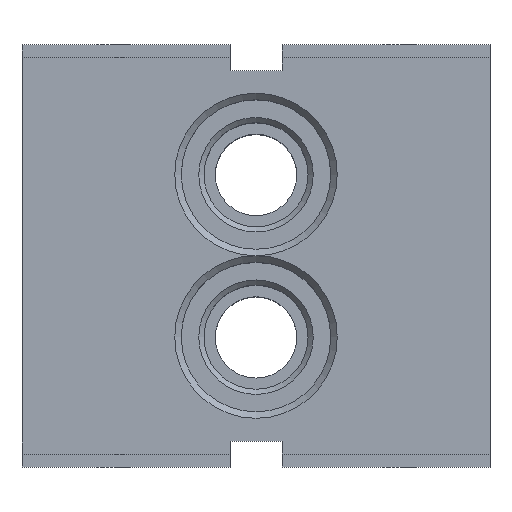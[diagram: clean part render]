
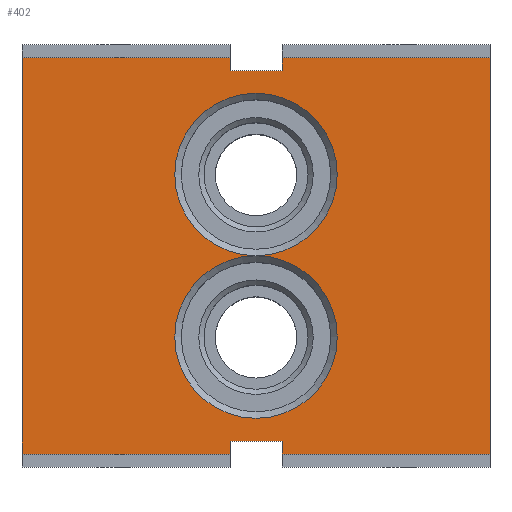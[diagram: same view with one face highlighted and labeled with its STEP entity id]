
A CAD part, top view. The second image highlights one B-rep face of the part: STEP entity #402.
In plain terms, the highlighted planar face has unit normal (0, 0, 1).
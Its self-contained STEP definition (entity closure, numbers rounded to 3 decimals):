
#402 = ADVANCED_FACE( '', ( #1010, #1011 ), #1012, .T. );
#1010 = FACE_BOUND( '', #1873, .T. );
#1011 = FACE_OUTER_BOUND( '', #1874, .T. );
#1012 = PLANE( '', #1875 );
#1873 = EDGE_LOOP( '', ( #2888, #2889 ) );
#1874 = EDGE_LOOP( '', ( #2890, #2891, #2892, #2893, #2894, #2895, #2896, #2897, #2898, #2899, #2900, #2901 ) );
#1875 = AXIS2_PLACEMENT_3D( '', #2902, #2903, #2904 );
#2888 = ORIENTED_EDGE( '', *, *, #5338, .T. );
#2889 = ORIENTED_EDGE( '', *, *, #5339, .T. );
#2890 = ORIENTED_EDGE( '', *, *, #5340, .T. );
#2891 = ORIENTED_EDGE( '', *, *, #5341, .F. );
#2892 = ORIENTED_EDGE( '', *, *, #5342, .F. );
#2893 = ORIENTED_EDGE( '', *, *, #5343, .F. );
#2894 = ORIENTED_EDGE( '', *, *, #5344, .F. );
#2895 = ORIENTED_EDGE( '', *, *, #5345, .F. );
#2896 = ORIENTED_EDGE( '', *, *, #5346, .T. );
#2897 = ORIENTED_EDGE( '', *, *, #5347, .T. );
#2898 = ORIENTED_EDGE( '', *, *, #5348, .F. );
#2899 = ORIENTED_EDGE( '', *, *, #5306, .F. );
#2900 = ORIENTED_EDGE( '', *, *, #5349, .F. );
#2901 = ORIENTED_EDGE( '', *, *, #5350, .T. );
#2902 = CARTESIAN_POINT( '', ( -36., -32.5, 40. ) );
#2903 = DIRECTION( '', ( 0., 0., 1. ) );
#2904 = DIRECTION( '', ( 1., 0., 0. ) );
#5306 = EDGE_CURVE( '', #6420, #6416, #6422, .T. );
#5338 = EDGE_CURVE( '', #6478, #6478, #6479, .F. );
#5339 = EDGE_CURVE( '', #6478, #6478, #6480, .F. );
#5340 = EDGE_CURVE( '', #6481, #6482, #6483, .T. );
#5341 = EDGE_CURVE( '', #6484, #6482, #6485, .T. );
#5342 = EDGE_CURVE( '', #6486, #6484, #6487, .T. );
#5343 = EDGE_CURVE( '', #6488, #6486, #6489, .T. );
#5344 = EDGE_CURVE( '', #6490, #6488, #6491, .T. );
#5345 = EDGE_CURVE( '', #6492, #6490, #6493, .T. );
#5346 = EDGE_CURVE( '', #6492, #6494, #6495, .T. );
#5347 = EDGE_CURVE( '', #6494, #6496, #6497, .T. );
#5348 = EDGE_CURVE( '', #6416, #6496, #6498, .T. );
#5349 = EDGE_CURVE( '', #6499, #6420, #6500, .T. );
#5350 = EDGE_CURVE( '', #6499, #6481, #6501, .T. );
#6416 = VERTEX_POINT( '', #8020 );
#6420 = VERTEX_POINT( '', #8026 );
#6422 = LINE( '', #8029, #8030 );
#6478 = VERTEX_POINT( '', #8110 );
#6479 = CIRCLE( '', #8111, 12.5 );
#6480 = CIRCLE( '', #8112, 12.5 );
#6481 = VERTEX_POINT( '', #8113 );
#6482 = VERTEX_POINT( '', #8114 );
#6483 = LINE( '', #8115, #8116 );
#6484 = VERTEX_POINT( '', #8117 );
#6485 = LINE( '', #8118, #8119 );
#6486 = VERTEX_POINT( '', #8120 );
#6487 = LINE( '', #8121, #8122 );
#6488 = VERTEX_POINT( '', #8123 );
#6489 = LINE( '', #8124, #8125 );
#6490 = VERTEX_POINT( '', #8126 );
#6491 = LINE( '', #8127, #8128 );
#6492 = VERTEX_POINT( '', #8129 );
#6493 = LINE( '', #8130, #8131 );
#6494 = VERTEX_POINT( '', #8132 );
#6495 = LINE( '', #8133, #8134 );
#6496 = VERTEX_POINT( '', #8135 );
#6497 = LINE( '', #8136, #8137 );
#6498 = LINE( '', #8138, #8139 );
#6499 = VERTEX_POINT( '', #8140 );
#6500 = LINE( '', #8141, #8142 );
#6501 = LINE( '', #8143, #8144 );
#8020 = CARTESIAN_POINT( '', ( 4., 28.5, 40. ) );
#8026 = CARTESIAN_POINT( '', ( -4., 28.5, 40. ) );
#8029 = CARTESIAN_POINT( '', ( -4., 28.5, 40. ) );
#8030 = VECTOR( '', #10007, 1000. );
#8110 = CARTESIAN_POINT( '', ( 0., 0., 40. ) );
#8111 = AXIS2_PLACEMENT_3D( '', #10032, #10033, #10034 );
#8112 = AXIS2_PLACEMENT_3D( '', #10035, #10036, #10037 );
#8113 = CARTESIAN_POINT( '', ( -36., 30.5, 40. ) );
#8114 = CARTESIAN_POINT( '', ( -36., -30.5, 40. ) );
#8115 = CARTESIAN_POINT( '', ( -36., 32.5, 40. ) );
#8116 = VECTOR( '', #10038, 1000. );
#8117 = CARTESIAN_POINT( '', ( -4., -30.5, 40. ) );
#8118 = CARTESIAN_POINT( '', ( 36., -30.5, 40. ) );
#8119 = VECTOR( '', #10039, 1000. );
#8120 = CARTESIAN_POINT( '', ( -4., -28.5, 40. ) );
#8121 = CARTESIAN_POINT( '', ( -4., -28.5, 40. ) );
#8122 = VECTOR( '', #10040, 1000. );
#8123 = CARTESIAN_POINT( '', ( 4., -28.5, 40. ) );
#8124 = CARTESIAN_POINT( '', ( 4., -28.5, 40. ) );
#8125 = VECTOR( '', #10041, 1000. );
#8126 = CARTESIAN_POINT( '', ( 4., -30.5, 40. ) );
#8127 = CARTESIAN_POINT( '', ( 4., -32.5, 40. ) );
#8128 = VECTOR( '', #10042, 1000. );
#8129 = CARTESIAN_POINT( '', ( 36., -30.5, 40. ) );
#8130 = CARTESIAN_POINT( '', ( 36., -30.5, 40. ) );
#8131 = VECTOR( '', #10043, 1000. );
#8132 = CARTESIAN_POINT( '', ( 36., 30.5, 40. ) );
#8133 = CARTESIAN_POINT( '', ( 36., -32.5, 40. ) );
#8134 = VECTOR( '', #10044, 1000. );
#8135 = CARTESIAN_POINT( '', ( 4., 30.5, 40. ) );
#8136 = CARTESIAN_POINT( '', ( 36., 30.5, 40. ) );
#8137 = VECTOR( '', #10045, 1000. );
#8138 = CARTESIAN_POINT( '', ( 4., 28.5, 40. ) );
#8139 = VECTOR( '', #10046, 1000. );
#8140 = CARTESIAN_POINT( '', ( -4., 30.5, 40. ) );
#8141 = CARTESIAN_POINT( '', ( -4., 32.5, 40. ) );
#8142 = VECTOR( '', #10047, 1000. );
#8143 = CARTESIAN_POINT( '', ( 36., 30.5, 40. ) );
#8144 = VECTOR( '', #10048, 1000. );
#10007 = DIRECTION( '', ( 1., 0., 0. ) );
#10032 = CARTESIAN_POINT( '', ( 0., -12.5, 40. ) );
#10033 = DIRECTION( '', ( 0., 0., 1. ) );
#10034 = DIRECTION( '', ( 1., 0., 0. ) );
#10035 = CARTESIAN_POINT( '', ( 0., 12.5, 40. ) );
#10036 = DIRECTION( '', ( 0., 0., 1. ) );
#10037 = DIRECTION( '', ( 1., 0., 0. ) );
#10038 = DIRECTION( '', ( 0., -1., 0. ) );
#10039 = DIRECTION( '', ( -1., 0., 0. ) );
#10040 = DIRECTION( '', ( 0., -1., 0. ) );
#10041 = DIRECTION( '', ( -1., 0., 0. ) );
#10042 = DIRECTION( '', ( 0., 1., 0. ) );
#10043 = DIRECTION( '', ( -1., 0., 0. ) );
#10044 = DIRECTION( '', ( 0., 1., 0. ) );
#10045 = DIRECTION( '', ( -1., 0., 0. ) );
#10046 = DIRECTION( '', ( 0., 1., 0. ) );
#10047 = DIRECTION( '', ( 0., -1., 0. ) );
#10048 = DIRECTION( '', ( -1., 0., 0. ) );
